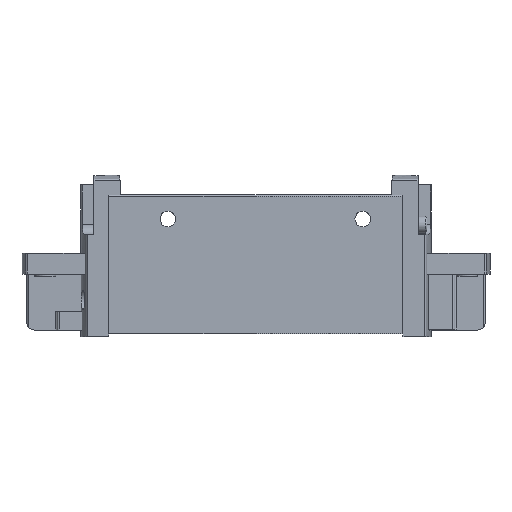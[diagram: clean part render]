
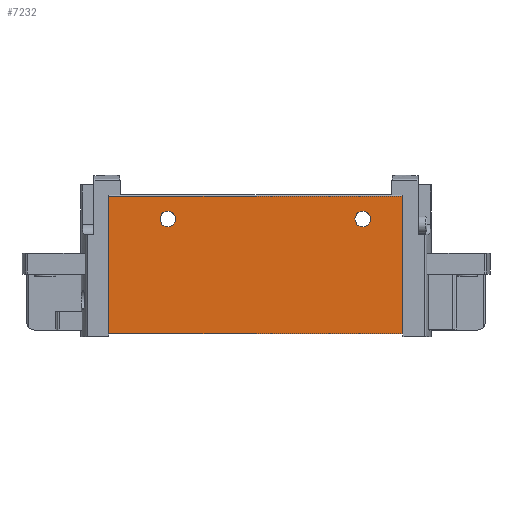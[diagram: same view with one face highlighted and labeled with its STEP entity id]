
A CAD part, top view. The second image highlights one B-rep face of the part: STEP entity #7232.
In plain terms, the highlighted planar face has unit normal (0, 0, 1).
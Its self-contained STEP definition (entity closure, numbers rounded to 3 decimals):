
#67=PLANE('',#7642);
#369=LINE('',#10324,#775);
#374=LINE('',#10342,#780);
#383=LINE('',#10364,#789);
#386=LINE('',#10370,#792);
#775=VECTOR('',#8482,1000.);
#780=VECTOR('',#8499,1000.);
#789=VECTOR('',#8522,1000.);
#792=VECTOR('',#8531,1000.);
#1366=ORIENTED_EDGE('',*,*,#2801,.F.);
#1367=ORIENTED_EDGE('',*,*,#2802,.F.);
#1368=ORIENTED_EDGE('',*,*,#2797,.T.);
#1369=ORIENTED_EDGE('',*,*,#2784,.F.);
#1370=ORIENTED_EDGE('',*,*,#2800,.F.);
#1371=ORIENTED_EDGE('',*,*,#2774,.T.);
#2774=EDGE_CURVE('',#3498,#3497,#369,.T.);
#2784=EDGE_CURVE('',#3504,#3505,#374,.T.);
#2797=EDGE_CURVE('',#3497,#3505,#383,.T.);
#2800=EDGE_CURVE('',#3498,#3504,#386,.T.);
#2801=EDGE_CURVE('',#3511,#3511,#3897,.F.);
#2802=EDGE_CURVE('',#3512,#3512,#3898,.F.);
#3497=VERTEX_POINT('',#10323);
#3498=VERTEX_POINT('',#10325);
#3504=VERTEX_POINT('',#10341);
#3505=VERTEX_POINT('',#10343);
#3511=VERTEX_POINT('',#10373);
#3512=VERTEX_POINT('',#10375);
#3897=CIRCLE('',#7643,2.1);
#3898=CIRCLE('',#7644,2.1);
#4160=EDGE_LOOP('',(#1366));
#4161=EDGE_LOOP('',(#1367));
#4162=EDGE_LOOP('',(#1368,#1369,#1370,#1371));
#4564=FACE_BOUND('',#4160,.T.);
#4565=FACE_BOUND('',#4161,.T.);
#4566=FACE_BOUND('',#4162,.T.);
#7232=ADVANCED_FACE('',(#4564,#4565,#4566),#67,.F.);
#7642=AXIS2_PLACEMENT_3D('',#10371,#8532,#8533);
#7643=AXIS2_PLACEMENT_3D('',#10372,#8534,#8535);
#7644=AXIS2_PLACEMENT_3D('',#10374,#8536,#8537);
#8482=DIRECTION('',(-1.,0.,0.));
#8499=DIRECTION('',(-1.,0.,0.));
#8522=DIRECTION('',(0.,-1.,0.));
#8531=DIRECTION('',(0.,-1.,0.));
#8532=DIRECTION('',(0.,0.,-1.));
#8533=DIRECTION('',(-1.,0.,0.));
#8534=DIRECTION('',(0.,0.,-1.));
#8535=DIRECTION('',(-1.,0.,0.));
#8536=DIRECTION('',(0.,0.,-1.));
#8537=DIRECTION('',(-1.,0.,0.));
#10323=CARTESIAN_POINT('',(-39.2,36.6,9.15));
#10324=CARTESIAN_POINT('',(39.2,36.6,9.15));
#10325=CARTESIAN_POINT('',(39.2,36.6,9.15));
#10341=CARTESIAN_POINT('',(39.2,0.,9.15));
#10342=CARTESIAN_POINT('',(39.2,0.,9.15));
#10343=CARTESIAN_POINT('',(-39.2,0.,9.15));
#10364=CARTESIAN_POINT('',(-39.2,36.6,9.15));
#10370=CARTESIAN_POINT('',(39.2,36.6,9.15));
#10371=CARTESIAN_POINT('',(39.2,36.6,9.15));
#10372=CARTESIAN_POINT('',(28.5,30.6,9.15));
#10373=CARTESIAN_POINT('',(26.4,30.6,9.15));
#10374=CARTESIAN_POINT('',(-23.5,30.6,9.15));
#10375=CARTESIAN_POINT('',(-25.6,30.6,9.15));
